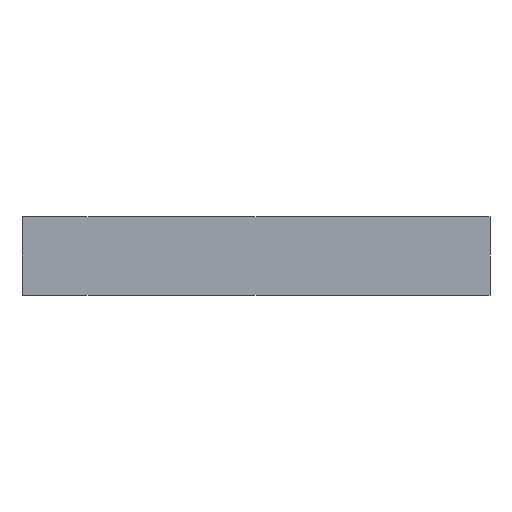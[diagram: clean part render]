
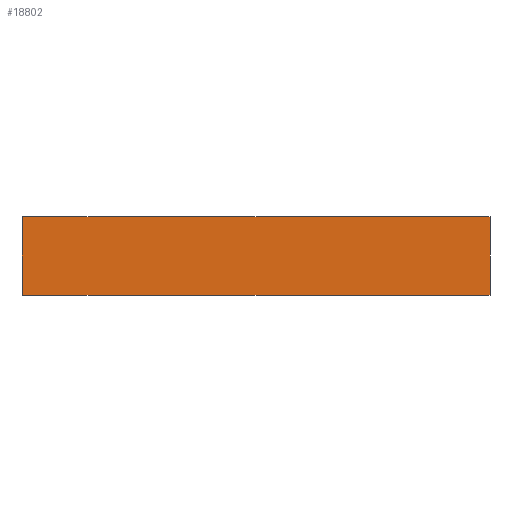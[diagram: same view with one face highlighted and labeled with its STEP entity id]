
A CAD part, front view. The second image highlights one B-rep face of the part: STEP entity #18802.
In plain terms, the highlighted planar face has unit normal (0, -1, 0).
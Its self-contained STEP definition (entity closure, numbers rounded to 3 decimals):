
#8932 = PLANE('',#8933);
#8933 = AXIS2_PLACEMENT_3D('',#8934,#8935,#8936);
#8934 = CARTESIAN_POINT('',(0.,0.,1.6)
  );
#8935 = DIRECTION('',(0.,0.,1.));
#8936 = DIRECTION('',(0.,1.,0.));
#8988 = PLANE('',#8989);
#8989 = AXIS2_PLACEMENT_3D('',#8990,#8991,#8992);
#8990 = CARTESIAN_POINT('',(0.,0.,-1.6)
  );
#8991 = DIRECTION('',(0.,0.,-1.));
#8992 = DIRECTION('',(-1.,0.,0.));
#13554 = EDGE_CURVE('',#13555,#13557,#13559,.T.);
#13555 = VERTEX_POINT('',#13556);
#13556 = CARTESIAN_POINT('',(9.5,-82.5,1.6));
#13557 = VERTEX_POINT('',#13558);
#13558 = CARTESIAN_POINT('',(-9.5,-82.5,1.6));
#13559 = SURFACE_CURVE('',#13560,(#13564,#13571),.PCURVE_S1.);
#13560 = LINE('',#13561,#13562);
#13561 = CARTESIAN_POINT('',(9.5,-82.5,1.6));
#13562 = VECTOR('',#13563,1.);
#13563 = DIRECTION('',(-1.,0.,0.));
#13564 = PCURVE('',#8932,#13565);
#13565 = DEFINITIONAL_REPRESENTATION('',(#13566),#13570);
#13566 = LINE('',#13567,#13568);
#13567 = CARTESIAN_POINT('',(-82.5,-9.5));
#13568 = VECTOR('',#13569,1.);
#13569 = DIRECTION('',(0.,1.));
#13570 = ( GEOMETRIC_REPRESENTATION_CONTEXT(2) 
PARAMETRIC_REPRESENTATION_CONTEXT() REPRESENTATION_CONTEXT('2D SPACE',''
  ) );
#13571 = PCURVE('',#13572,#13577);
#13572 = PLANE('',#13573);
#13573 = AXIS2_PLACEMENT_3D('',#13574,#13575,#13576);
#13574 = CARTESIAN_POINT('',(0.,-82.5,0.));
#13575 = DIRECTION('',(0.,-1.,0.));
#13576 = DIRECTION('',(0.,0.,-1.));
#13577 = DEFINITIONAL_REPRESENTATION('',(#13578),#13582);
#13578 = LINE('',#13579,#13580);
#13579 = CARTESIAN_POINT('',(-1.6,9.5));
#13580 = VECTOR('',#13581,1.);
#13581 = DIRECTION('',(0.,-1.));
#13582 = ( GEOMETRIC_REPRESENTATION_CONTEXT(2) 
PARAMETRIC_REPRESENTATION_CONTEXT() REPRESENTATION_CONTEXT('2D SPACE',''
  ) );
#13600 = PLANE('',#13601);
#13601 = AXIS2_PLACEMENT_3D('',#13602,#13603,#13604);
#13602 = CARTESIAN_POINT('',(9.5,-70.,0.));
#13603 = DIRECTION('',(1.,0.,0.));
#13604 = DIRECTION('',(0.,0.,1.));
#13984 = PLANE('',#13985);
#13985 = AXIS2_PLACEMENT_3D('',#13986,#13987,#13988);
#13986 = CARTESIAN_POINT('',(-9.5,-70.,0.));
#13987 = DIRECTION('',(-1.,0.,0.));
#13988 = DIRECTION('',(0.,0.,-1.));
#14048 = EDGE_CURVE('',#14049,#14051,#14053,.T.);
#14049 = VERTEX_POINT('',#14050);
#14050 = CARTESIAN_POINT('',(-9.5,-82.5,-1.6));
#14051 = VERTEX_POINT('',#14052);
#14052 = CARTESIAN_POINT('',(9.5,-82.5,-1.6));
#14053 = SURFACE_CURVE('',#14054,(#14058,#14065),.PCURVE_S1.);
#14054 = LINE('',#14055,#14056);
#14055 = CARTESIAN_POINT('',(-9.5,-82.5,-1.6));
#14056 = VECTOR('',#14057,1.);
#14057 = DIRECTION('',(1.,-0.,0.));
#14058 = PCURVE('',#8988,#14059);
#14059 = DEFINITIONAL_REPRESENTATION('',(#14060),#14064);
#14060 = LINE('',#14061,#14062);
#14061 = CARTESIAN_POINT('',(9.5,-82.5));
#14062 = VECTOR('',#14063,1.);
#14063 = DIRECTION('',(-1.,0.));
#14064 = ( GEOMETRIC_REPRESENTATION_CONTEXT(2) 
PARAMETRIC_REPRESENTATION_CONTEXT() REPRESENTATION_CONTEXT('2D SPACE',''
  ) );
#14065 = PCURVE('',#13572,#14066);
#14066 = DEFINITIONAL_REPRESENTATION('',(#14067),#14071);
#14067 = LINE('',#14068,#14069);
#14068 = CARTESIAN_POINT('',(1.6,-9.5));
#14069 = VECTOR('',#14070,1.);
#14070 = DIRECTION('',(0.,1.));
#14071 = ( GEOMETRIC_REPRESENTATION_CONTEXT(2) 
PARAMETRIC_REPRESENTATION_CONTEXT() REPRESENTATION_CONTEXT('2D SPACE',''
  ) );
#18802 = ADVANCED_FACE('',(#18803),#13572,.T.);
#18803 = FACE_BOUND('',#18804,.T.);
#18804 = EDGE_LOOP('',(#18805,#18806,#18827,#18828));
#18805 = ORIENTED_EDGE('',*,*,#14048,.T.);
#18806 = ORIENTED_EDGE('',*,*,#18807,.F.);
#18807 = EDGE_CURVE('',#13555,#14051,#18808,.T.);
#18808 = SURFACE_CURVE('',#18809,(#18813,#18820),.PCURVE_S1.);
#18809 = LINE('',#18810,#18811);
#18810 = CARTESIAN_POINT('',(9.5,-82.5,1.6));
#18811 = VECTOR('',#18812,1.);
#18812 = DIRECTION('',(0.,0.,-1.));
#18813 = PCURVE('',#13572,#18814);
#18814 = DEFINITIONAL_REPRESENTATION('',(#18815),#18819);
#18815 = LINE('',#18816,#18817);
#18816 = CARTESIAN_POINT('',(-1.6,9.5));
#18817 = VECTOR('',#18818,1.);
#18818 = DIRECTION('',(1.,0.));
#18819 = ( GEOMETRIC_REPRESENTATION_CONTEXT(2) 
PARAMETRIC_REPRESENTATION_CONTEXT() REPRESENTATION_CONTEXT('2D SPACE',''
  ) );
#18820 = PCURVE('',#13600,#18821);
#18821 = DEFINITIONAL_REPRESENTATION('',(#18822),#18826);
#18822 = LINE('',#18823,#18824);
#18823 = CARTESIAN_POINT('',(1.6,12.5));
#18824 = VECTOR('',#18825,1.);
#18825 = DIRECTION('',(-1.,0.));
#18826 = ( GEOMETRIC_REPRESENTATION_CONTEXT(2) 
PARAMETRIC_REPRESENTATION_CONTEXT() REPRESENTATION_CONTEXT('2D SPACE',''
  ) );
#18827 = ORIENTED_EDGE('',*,*,#13554,.T.);
#18828 = ORIENTED_EDGE('',*,*,#18829,.T.);
#18829 = EDGE_CURVE('',#13557,#14049,#18830,.T.);
#18830 = SURFACE_CURVE('',#18831,(#18835,#18842),.PCURVE_S1.);
#18831 = LINE('',#18832,#18833);
#18832 = CARTESIAN_POINT('',(-9.5,-82.5,1.6));
#18833 = VECTOR('',#18834,1.);
#18834 = DIRECTION('',(0.,0.,-1.));
#18835 = PCURVE('',#13572,#18836);
#18836 = DEFINITIONAL_REPRESENTATION('',(#18837),#18841);
#18837 = LINE('',#18838,#18839);
#18838 = CARTESIAN_POINT('',(-1.6,-9.5));
#18839 = VECTOR('',#18840,1.);
#18840 = DIRECTION('',(1.,0.));
#18841 = ( GEOMETRIC_REPRESENTATION_CONTEXT(2) 
PARAMETRIC_REPRESENTATION_CONTEXT() REPRESENTATION_CONTEXT('2D SPACE',''
  ) );
#18842 = PCURVE('',#13984,#18843);
#18843 = DEFINITIONAL_REPRESENTATION('',(#18844),#18848);
#18844 = LINE('',#18845,#18846);
#18845 = CARTESIAN_POINT('',(-1.6,12.5));
#18846 = VECTOR('',#18847,1.);
#18847 = DIRECTION('',(1.,0.));
#18848 = ( GEOMETRIC_REPRESENTATION_CONTEXT(2) 
PARAMETRIC_REPRESENTATION_CONTEXT() REPRESENTATION_CONTEXT('2D SPACE',''
  ) );
